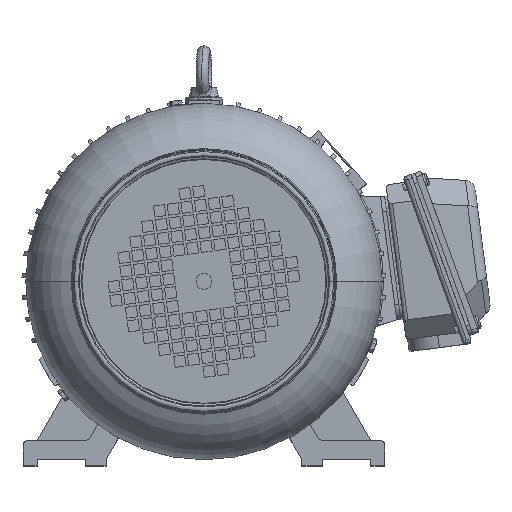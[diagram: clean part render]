
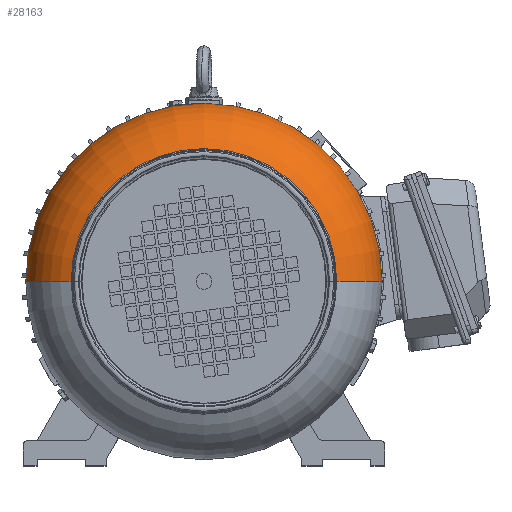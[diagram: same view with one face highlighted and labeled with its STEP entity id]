
A CAD part, top view. The second image highlights one B-rep face of the part: STEP entity #28163.
In plain terms, the highlighted toroidal (fillet/blend) face has major radius 78 mm and minor radius 51.2 mm.
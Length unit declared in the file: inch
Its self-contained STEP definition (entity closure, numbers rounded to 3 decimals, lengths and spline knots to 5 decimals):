
#2184 = CARTESIAN_POINT ( 'NONE',  ( -6.37741, 0.49503, 7.69882 ) ) ;
#3100 = EDGE_CURVE ( 'NONE', #43895, #35721, #19589, .T. ) ;
#3631 = AXIS2_PLACEMENT_3D ( 'NONE', #2184, #12649, #37592 ) ;
#4580 = AXIS2_PLACEMENT_3D ( 'NONE', #24246, #14372, #59558 ) ;
#9330 = AXIS2_PLACEMENT_3D ( 'NONE', #62680, #52155, #42278 ) ;
#12615 = CARTESIAN_POINT ( 'NONE',  ( 1.78007, 0.49503, 7.69882 ) ) ;
#12649 = DIRECTION ( 'NONE',  ( 0., -1., 0. ) ) ;
#12785 = ORIENTED_EDGE ( 'NONE', *, *, #3100, .T. ) ;
#14372 = DIRECTION ( 'NONE',  ( 0., 0., -1. ) ) ;
#15340 = EDGE_CURVE ( 'NONE', #43638, #51262, #16084, .T. ) ;
#16084 = CIRCLE ( 'NONE', #9330, 5.08661 ) ;
#18113 = EDGE_CURVE ( 'NONE', #43895, #43638, #18121, .T. ) ;
#18121 = CIRCLE ( 'NONE', #3631, 2.01575 ) ;
#18651 = ORIENTED_EDGE ( 'NONE', *, *, #15340, .F. ) ;
#19209 = FACE_OUTER_BOUND ( 'NONE', #27211, .T. ) ;
#19589 = CIRCLE ( 'NONE', #59675, 3.79194 ) ;
#23850 = CIRCLE ( 'NONE', #61572, 2.01575 ) ;
#24246 = CARTESIAN_POINT ( 'NONE',  ( -3.30654, 0.49503, 7.69882 ) ) ;
#26704 = CARTESIAN_POINT ( 'NONE',  ( -0.23568, 0.49503, 7.69882 ) ) ;
#27211 = EDGE_LOOP ( 'NONE', ( #12785, #45735, #18651, #39806 ) ) ;
#28163 = ADVANCED_FACE ( 'NONE', ( #19209 ), #60771, .T. ) ;
#32537 = CARTESIAN_POINT ( 'NONE',  ( -3.30654, 0.49503, 9.58118 ) ) ;
#35071 = CARTESIAN_POINT ( 'NONE',  ( -8.39316, 0.49503, 7.69882 ) ) ;
#35721 = VERTEX_POINT ( 'NONE', #36768 ) ;
#36768 = CARTESIAN_POINT ( 'NONE',  ( 0.4854, 0.49503, 9.58118 ) ) ;
#37592 = DIRECTION ( 'NONE',  ( 0., 0., -1. ) ) ;
#39806 = ORIENTED_EDGE ( 'NONE', *, *, #18113, .F. ) ;
#42216 = DIRECTION ( 'NONE',  ( 0., 1., 0. ) ) ;
#42278 = DIRECTION ( 'NONE',  ( -1., 0., 0. ) ) ;
#42842 = DIRECTION ( 'NONE',  ( 0., 0., -1. ) ) ;
#43638 = VERTEX_POINT ( 'NONE', #35071 ) ;
#43895 = VERTEX_POINT ( 'NONE', #58051 ) ;
#45735 = ORIENTED_EDGE ( 'NONE', *, *, #59157, .T. ) ;
#47058 = DIRECTION ( 'NONE',  ( -1., 0., 0. ) ) ;
#47679 = DIRECTION ( 'NONE',  ( 0., 1., 0. ) ) ;
#51262 = VERTEX_POINT ( 'NONE', #12615 ) ;
#52155 = DIRECTION ( 'NONE',  ( 0., 0., -1. ) ) ;
#58051 = CARTESIAN_POINT ( 'NONE',  ( -7.09848, 0.49503, 9.58118 ) ) ;
#59157 = EDGE_CURVE ( 'NONE', #35721, #51262, #23850, .T. ) ;
#59558 = DIRECTION ( 'NONE',  ( -1., 0., 0. ) ) ;
#59675 = AXIS2_PLACEMENT_3D ( 'NONE', #32537, #42842, #47679 ) ;
#60771 = TOROIDAL_SURFACE ( 'NONE', #4580, 3.07087, 2.01575 ) ;
#61572 = AXIS2_PLACEMENT_3D ( 'NONE', #26704, #42216, #47058 ) ;
#62680 = CARTESIAN_POINT ( 'NONE',  ( -3.30654, 0.49503, 7.69882 ) ) ;
